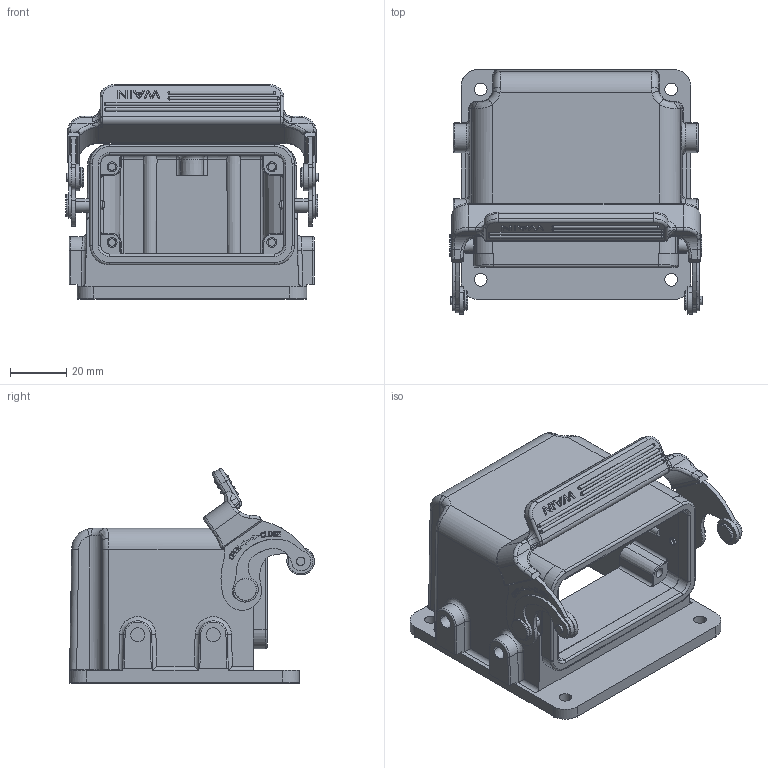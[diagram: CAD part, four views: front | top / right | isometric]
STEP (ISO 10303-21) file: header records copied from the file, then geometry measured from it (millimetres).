
FILE_DESCRIPTION((''),'2;1');
FILE_NAME('PRT0001','2017-04-11T',('dm.li'),(''),'PRO/ENGINEER BY PARAMETRIC TECHNOLOGY CORPORATION, 2012480','PRO/ENGINEER BY PARAMETRIC TECHNOLOGY CORPORATION, 2012480','');
FILE_SCHEMA(('AUTOMOTIVE_DESIGN { 1 0 10303 214 1 1 1 1 }'));
Products named in the file (1): PRT0001
Bounding box: 90.05 x 87.37 x 76.7 mm (x, y, z)
Volume: 101258.8 mm3; surface area: 54673.1 mm2
Topology: 1 solids, 24 shells, 1540 faces, 4110 edges, 2645 vertices
Faces by surface type: plane 571, cylinder 369, extrusion 296, torus 118, cone 93, bspline 63, sphere 30
Entity records: 57303 total; most frequent: CARTESIAN_POINT 16422, ORIENTED_EDGE 8089, DIRECTION 6834, EDGE_CURVE 4063, VERTEX_POINT 2645, VECTOR 2336, AXIS2_PLACEMENT_3D 2249, LINE 2040
